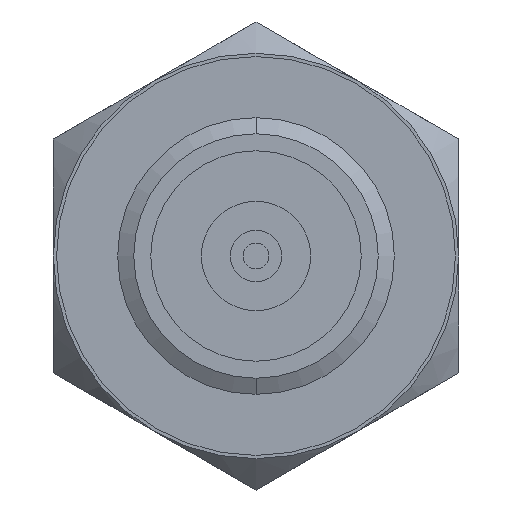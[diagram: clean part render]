
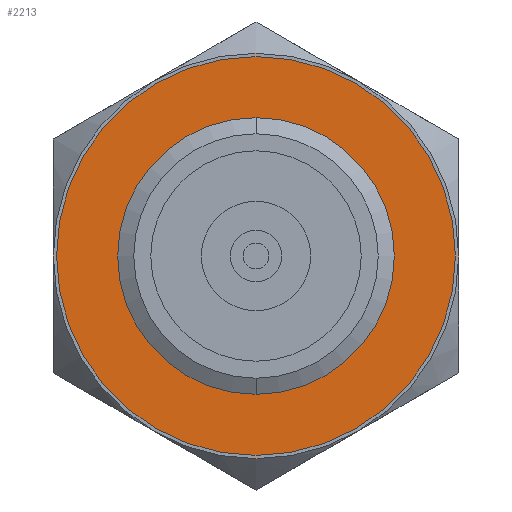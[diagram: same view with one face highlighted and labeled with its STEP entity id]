
A CAD part, front view. The second image highlights one B-rep face of the part: STEP entity #2213.
In plain terms, the highlighted planar face has unit normal (0, -1, 0).
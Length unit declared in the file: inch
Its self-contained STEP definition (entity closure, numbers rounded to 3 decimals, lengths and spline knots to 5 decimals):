
#4 = DIRECTION ( 'NONE',  ( 0., 1., 0. ) ) ;
#40 = DIRECTION ( 'NONE',  ( 0., 0., 1. ) ) ;
#77 = CARTESIAN_POINT ( 'NONE',  ( 0., -0.025, 0. ) ) ;
#82 = DIRECTION ( 'NONE',  ( 0., 0., 1. ) ) ;
#102 = PLANE ( 'NONE',  #885 ) ;
#166 = DIRECTION ( 'NONE',  ( 0., 1., 0. ) ) ;
#223 = CARTESIAN_POINT ( 'NONE',  ( 0., -0.025, 0. ) ) ;
#450 = EDGE_LOOP ( 'NONE', ( #7960, #7879 ) ) ;
#585 = EDGE_LOOP ( 'NONE', ( #8014, #7766 ) ) ;
#885 = AXIS2_PLACEMENT_3D ( 'NONE', #223, #166, #82 ) ;
#927 = EDGE_CURVE ( 'NONE', #5615, #5526, #6142, .T. ) ;
#1006 = EDGE_CURVE ( 'NONE', #5648, #5575, #6056, .T. ) ;
#1053 = AXIS2_PLACEMENT_3D ( 'NONE', #2740, #2746, #2739 ) ;
#1158 = AXIS2_PLACEMENT_3D ( 'NONE', #3374, #3376, #3379 ) ;
#2213 = ADVANCED_FACE ( 'NONE', ( #5237, #5500 ), #102, .F. ) ;
#2639 = CARTESIAN_POINT ( 'NONE',  ( 0., -0.025, 0.19 ) ) ;
#2739 = DIRECTION ( 'NONE',  ( 0., 0., 1. ) ) ;
#2740 = CARTESIAN_POINT ( 'NONE',  ( 0., -0.025, 0. ) ) ;
#2746 = DIRECTION ( 'NONE',  ( 0., -1., 0. ) ) ;
#3374 = CARTESIAN_POINT ( 'NONE',  ( 0., -0.025, 0. ) ) ;
#3376 = DIRECTION ( 'NONE',  ( 0., 1., 0. ) ) ;
#3379 = DIRECTION ( 'NONE',  ( 0., 0., 1. ) ) ;
#3777 = EDGE_CURVE ( 'NONE', #5526, #5615, #8856, .T. ) ;
#4015 = EDGE_CURVE ( 'NONE', #5575, #5648, #9198, .T. ) ;
#4903 = AXIS2_PLACEMENT_3D ( 'NONE', #77, #4, #40 ) ;
#5026 = AXIS2_PLACEMENT_3D ( 'NONE', #6888, #6682, #6601 ) ;
#5237 = FACE_OUTER_BOUND ( 'NONE', #585, .T. ) ;
#5500 = FACE_BOUND ( 'NONE', #450, .T. ) ;
#5526 = VERTEX_POINT ( 'NONE', #2639 ) ;
#5575 = VERTEX_POINT ( 'NONE', #7045 ) ;
#5615 = VERTEX_POINT ( 'NONE', #6974 ) ;
#5648 = VERTEX_POINT ( 'NONE', #7201 ) ;
#6056 = CIRCLE ( 'NONE', #1158, 0.31 ) ;
#6142 = CIRCLE ( 'NONE', #1053, 0.19 ) ;
#6601 = DIRECTION ( 'NONE',  ( 0., 0., 1. ) ) ;
#6682 = DIRECTION ( 'NONE',  ( 0., -1., 0. ) ) ;
#6888 = CARTESIAN_POINT ( 'NONE',  ( 0., -0.025, 0. ) ) ;
#6974 = CARTESIAN_POINT ( 'NONE',  ( 0., -0.025, -0.19 ) ) ;
#7045 = CARTESIAN_POINT ( 'NONE',  ( 0., -0.025, -0.31 ) ) ;
#7201 = CARTESIAN_POINT ( 'NONE',  ( 0., -0.025, 0.31 ) ) ;
#7766 = ORIENTED_EDGE ( 'NONE', *, *, #1006, .F. ) ;
#7879 = ORIENTED_EDGE ( 'NONE', *, *, #927, .F. ) ;
#7960 = ORIENTED_EDGE ( 'NONE', *, *, #3777, .F. ) ;
#8014 = ORIENTED_EDGE ( 'NONE', *, *, #4015, .F. ) ;
#8856 = CIRCLE ( 'NONE', #5026, 0.19 ) ;
#9198 = CIRCLE ( 'NONE', #4903, 0.31 ) ;
